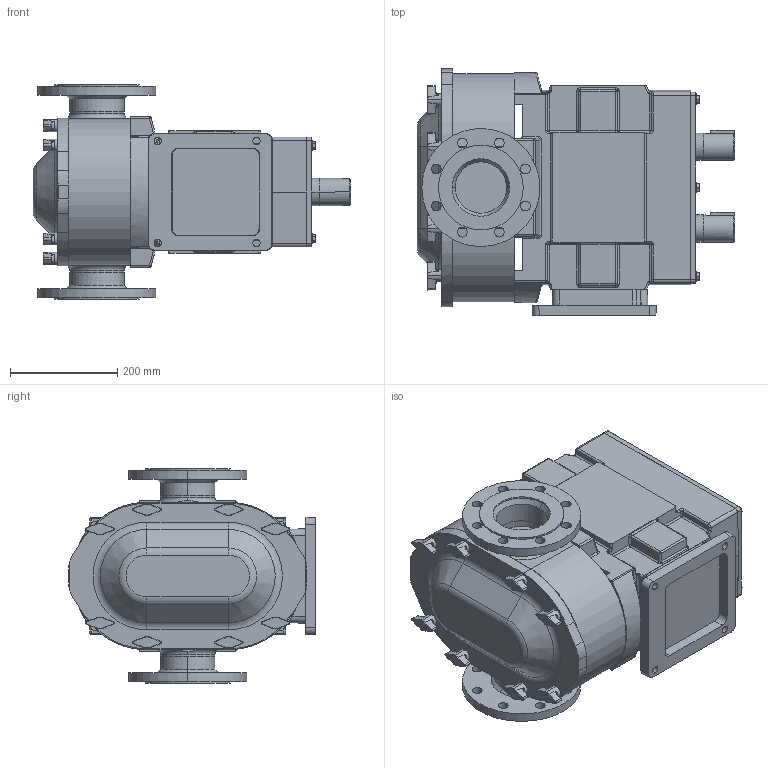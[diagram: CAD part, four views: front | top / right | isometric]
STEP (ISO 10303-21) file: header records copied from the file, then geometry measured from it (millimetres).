
FILE_DESCRIPTION (( 'STEP AP214' ), '1' );
FILE_NAME ('TRA10-2200-021.STEP', '2024-05-23T14:56:56', ( '' ), ( '' ), 'SwSTEP 2.0', 'SolidWorks 2023', '' );
FILE_SCHEMA (( 'AUTOMOTIVE_DESIGN' ));
Length unit declared in the file: inch
Products named in the file (5): TRA10-2200-COVER-STD; TRA10-2200-GEARBOX-H; TRA10-2200-BODY; TRA10-2200-021; 2200DIN2633-40
Assembly tree (5 placements, depth 2):
  TRA10-2200-021
    TRA10-2200-GEARBOX-H
    TRA10-2200-BODY
    TRA10-2200-COVER-STD
    2200DIN2633-40  x2
Bounding box: 591.85 x 460.38 x 400.05 mm (x, y, z)
Volume: 43957093.8 mm3; surface area: 1569411.5 mm2
Topology: 5 solids, 5 shells, 958 faces, 2326 edges, 1410 vertices
Faces by surface type: cylinder 380, plane 266, bspline 118, torus 92, cone 66, sphere 36
Entity records: 35066 total; most frequent: CARTESIAN_POINT 14514, ORIENTED_EDGE 4484, DIRECTION 4072, EDGE_CURVE 2242, AXIS2_PLACEMENT_3D 1580, VERTEX_POINT 1356, EDGE_LOOP 980, ADVANCED_FACE 924
